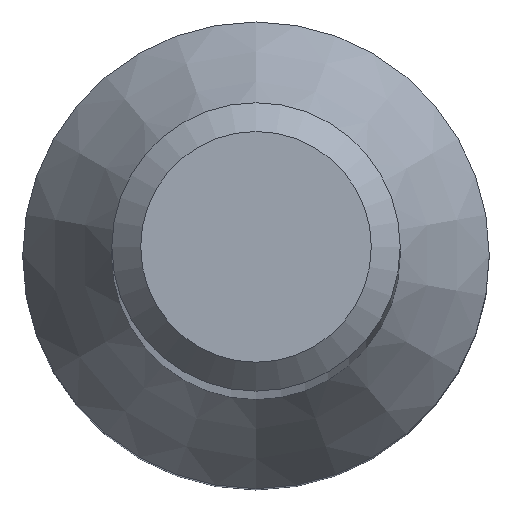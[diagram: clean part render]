
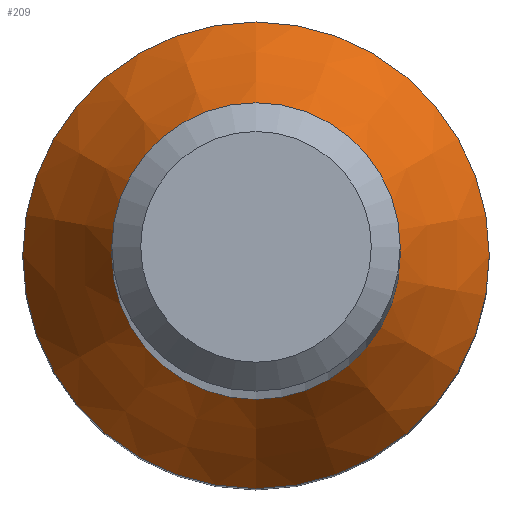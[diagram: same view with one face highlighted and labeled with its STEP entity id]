
A CAD part, top view. The second image highlights one B-rep face of the part: STEP entity #209.
In plain terms, the highlighted conical face has half-angle 30 degrees and reference radius 4.855 mm.
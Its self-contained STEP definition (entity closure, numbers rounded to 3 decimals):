
#6 = DIRECTION ( 'NONE',  ( 0., 0., -1. ) ) ;
#12 = DIRECTION ( 'NONE',  ( 0., 1., 0. ) ) ;
#27 = DIRECTION ( 'NONE',  ( 0., 1., 0. ) ) ;
#30 = CIRCLE ( 'NONE', #168, 3. ) ;
#32 = ORIENTED_EDGE ( 'NONE', *, *, #104, .F. ) ;
#34 = FACE_OUTER_BOUND ( 'NONE', #151, .T. ) ;
#66 = CIRCLE ( 'NONE', #161, 4.855 ) ;
#78 = ORIENTED_EDGE ( 'NONE', *, *, #217, .T. ) ;
#91 = EDGE_LOOP ( 'NONE', ( #78 ) ) ;
#100 = CONICAL_SURFACE ( 'NONE', #152, 4.855, 0.524 ) ;
#101 = VERTEX_POINT ( 'NONE', #225 ) ;
#104 = EDGE_CURVE ( 'NONE', #101, #101, #66, .T. ) ;
#109 = CARTESIAN_POINT ( 'NONE',  ( 0., 3., 19.724 ) ) ;
#122 = DIRECTION ( 'NONE',  ( 0., 0., -1. ) ) ;
#146 = CARTESIAN_POINT ( 'NONE',  ( 0., 0., 16.511 ) ) ;
#151 = EDGE_LOOP ( 'NONE', ( #32 ) ) ;
#152 = AXIS2_PLACEMENT_3D ( 'NONE', #146, #222, #12 ) ;
#154 = DIRECTION ( 'NONE',  ( 0., 1., 0. ) ) ;
#158 = CARTESIAN_POINT ( 'NONE',  ( 0., 0., 16.511 ) ) ;
#161 = AXIS2_PLACEMENT_3D ( 'NONE', #158, #6, #154 ) ;
#168 = AXIS2_PLACEMENT_3D ( 'NONE', #189, #122, #27 ) ;
#169 = VERTEX_POINT ( 'NONE', #109 ) ;
#189 = CARTESIAN_POINT ( 'NONE',  ( 0., 0., 19.724 ) ) ;
#203 = FACE_BOUND ( 'NONE', #91, .T. ) ;
#209 = ADVANCED_FACE ( 'NONE', ( #203, #34 ), #100, .T. ) ;
#217 = EDGE_CURVE ( 'NONE', #169, #169, #30, .T. ) ;
#222 = DIRECTION ( 'NONE',  ( 0., 0., -1. ) ) ;
#225 = CARTESIAN_POINT ( 'NONE',  ( 0., 4.855, 16.511 ) ) ;
